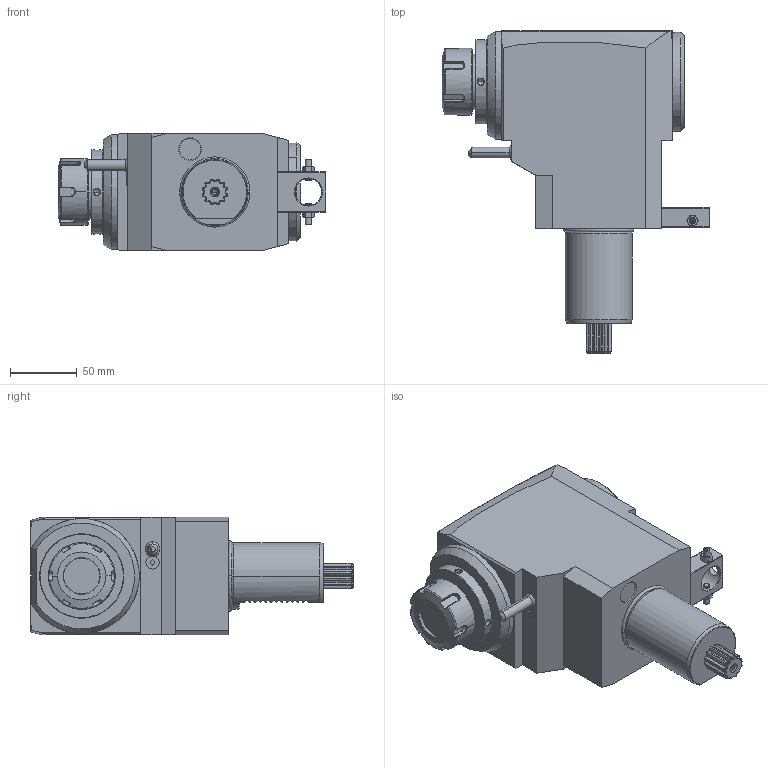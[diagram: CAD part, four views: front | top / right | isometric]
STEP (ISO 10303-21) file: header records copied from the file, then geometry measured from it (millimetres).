
FILE_DESCRIPTION((''),'2;1');
FILE_NAME('NGT1_50_211_32_1_2_110','2023-04-07T',('vali'),('NOVA GRUP'),'PRO/ENGINEER BY PARAMETRIC TECHNOLOGY CORPORATION, 2010280','PRO/ENGINEER BY PARAMETRIC TECHNOLOGY CORPORATION, 2010280','');
FILE_SCHEMA(('CONFIG_CONTROL_DESIGN'));
Length unit declared in the file: millimetre
Products named in the file (1): NGT1_50_211_32_1_2_110
Bounding box: 200.1 x 241 x 88 mm (x, y, z)
Volume: 1799452.1 mm3; surface area: 112471.9 mm2
Topology: 1 solids, 2 shells, 476 faces, 1240 edges, 768 vertices
Faces by surface type: plane 191, cylinder 141, cone 87, bspline 42, torus 11, extrusion 2, sphere 2
Entity records: 21266 total; most frequent: CARTESIAN_POINT 10415, ORIENTED_EDGE 2436, DIRECTION 1943, EDGE_CURVE 1218, VERTEX_POINT 768, AXIS2_PLACEMENT_3D 689, VECTOR 565, LINE 563
